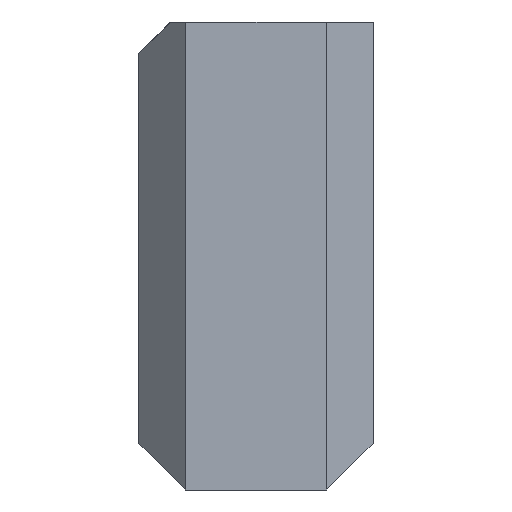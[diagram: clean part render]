
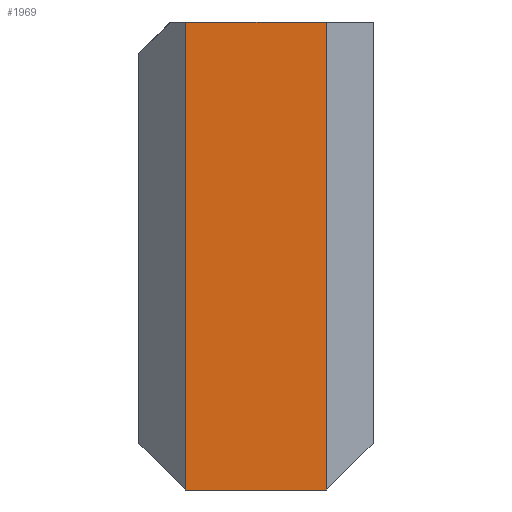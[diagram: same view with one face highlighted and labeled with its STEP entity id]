
A CAD part, left-side view. The second image highlights one B-rep face of the part: STEP entity #1969.
In plain terms, the highlighted planar face has unit normal (-1, 0, 0).
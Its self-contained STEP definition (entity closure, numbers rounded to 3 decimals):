
#60=PLANE('',#2142);
#152=FACE_OUTER_BOUND('',#267,.T.);
#267=EDGE_LOOP('',(#1578,#1579,#1580,#1581));
#501=LINE('',#3174,#704);
#504=LINE('',#3185,#707);
#510=LINE('',#3197,#713);
#511=LINE('',#3198,#714);
#704=VECTOR('',#2515,10.);
#707=VECTOR('',#2526,10.);
#713=VECTOR('',#2536,10.);
#714=VECTOR('',#2537,10.);
#923=VERTEX_POINT('',#3162);
#928=VERTEX_POINT('',#3172);
#932=VERTEX_POINT('',#3184);
#936=VERTEX_POINT('',#3196);
#1164=EDGE_CURVE('',#923,#928,#501,.T.);
#1169=EDGE_CURVE('',#923,#932,#504,.T.);
#1175=EDGE_CURVE('',#936,#928,#510,.T.);
#1176=EDGE_CURVE('',#936,#932,#511,.T.);
#1578=ORIENTED_EDGE('',*,*,#1169,.F.);
#1579=ORIENTED_EDGE('',*,*,#1164,.T.);
#1580=ORIENTED_EDGE('',*,*,#1175,.F.);
#1581=ORIENTED_EDGE('',*,*,#1176,.T.);
#1969=ADVANCED_FACE('',(#152),#60,.T.);
#2142=AXIS2_PLACEMENT_3D('',#3195,#2534,#2535);
#2515=DIRECTION('',(0.,1.,0.));
#2526=DIRECTION('',(0.,0.,-1.));
#2534=DIRECTION('center_axis',(-1.,0.,0.));
#2535=DIRECTION('ref_axis',(0.,0.,1.));
#2536=DIRECTION('',(0.,0.,1.));
#2537=DIRECTION('',(0.,-1.,0.));
#3162=CARTESIAN_POINT('',(550.616,-24.387,-126.719));
#3172=CARTESIAN_POINT('',(550.616,-15.377,-126.719));
#3174=CARTESIAN_POINT('',(550.616,-23.377,-126.719));
#3184=CARTESIAN_POINT('',(550.616,-24.387,-156.719));
#3185=CARTESIAN_POINT('',(550.616,-24.387,-149.219));
#3195=CARTESIAN_POINT('Origin',(550.616,-23.377,-156.719));
#3196=CARTESIAN_POINT('',(550.616,-15.377,-156.719));
#3197=CARTESIAN_POINT('',(550.616,-15.377,-149.219));
#3198=CARTESIAN_POINT('',(550.616,-23.377,-156.719));
